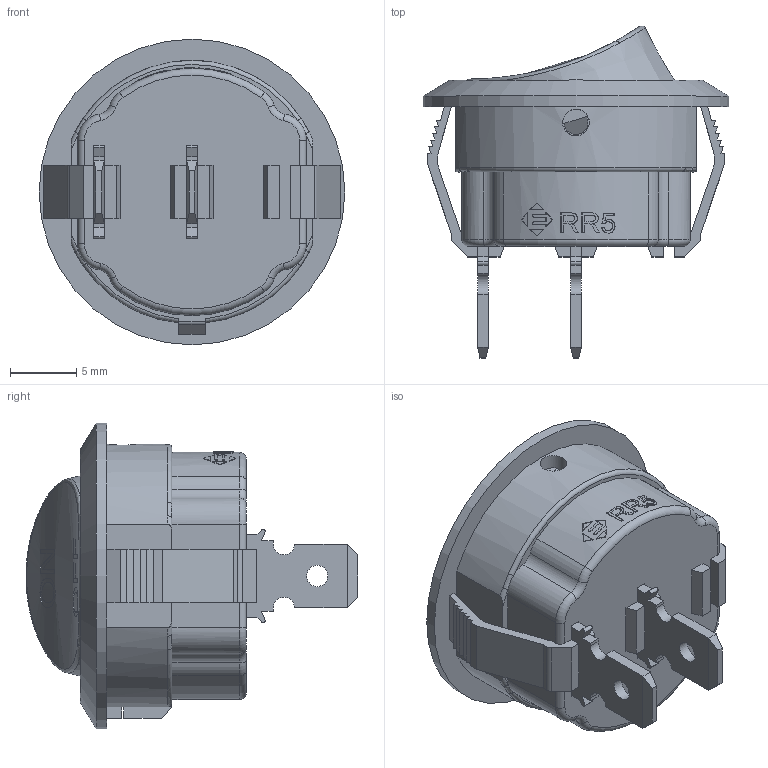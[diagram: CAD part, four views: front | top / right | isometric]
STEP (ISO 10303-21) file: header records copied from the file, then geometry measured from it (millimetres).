
FILE_DESCRIPTION(/* description */ (''),/* implementation_level */ '2;1');
FILE_NAME(/* name */ 'RR511Dxxx3.stp',/* time_stamp */ '2025-06-03T14:36:57-05:00',/* author */ ('mroman'),/* organization */ (''),/* preprocessor_version */ 'ST-DEVELOPER v18.1',/* originating_system */ 'Autodesk Inventor 2022',/* authorisation */ '');
FILE_SCHEMA (('AUTOMOTIVE_DESIGN { 1 0 10303 214 3 1 1 }'));
Length unit declared in the file: centimetre
Products named in the file (1): RR511Dxxx3
Bounding box: 23 x 24.98 x 23 mm (x, y, z)
Volume: 2085.1 mm3; surface area: 4006 mm2
Topology: 1 solids, 1 shells, 509 faces, 1447 edges, 950 vertices
Faces by surface type: plane 306, cylinder 89, bspline 89, torus 21, cone 4
Full cylindrical faces by diameter (mm): 1.6 x2, 2.005 x2, 17.2 x1, 23 x1
Entity records: 27962 total; most frequent: CARTESIAN_POINT 15154, ORIENTED_EDGE 2894, DIRECTION 2336, EDGE_CURVE 1447, VERTEX_POINT 950, LINE 914, VECTOR 914, AXIS2_PLACEMENT_3D 711
